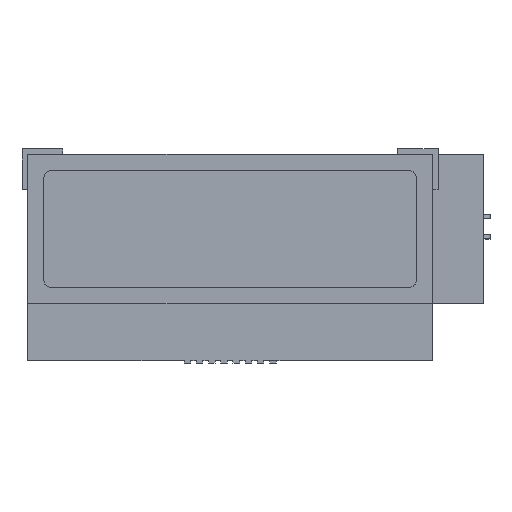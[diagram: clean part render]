
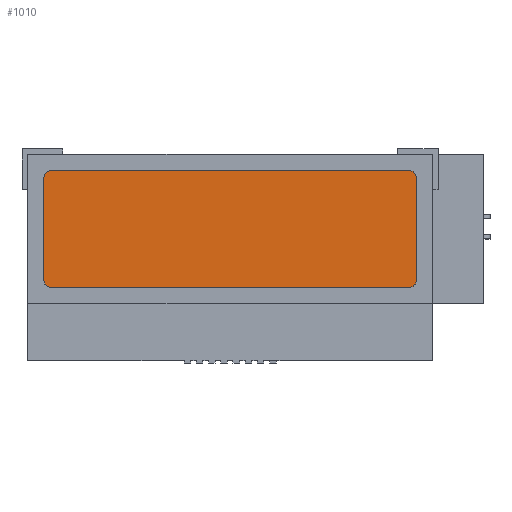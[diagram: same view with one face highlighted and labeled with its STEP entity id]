
A CAD part, top view. The second image highlights one B-rep face of the part: STEP entity #1010.
In plain terms, the highlighted planar face has unit normal (0, 0, 1).
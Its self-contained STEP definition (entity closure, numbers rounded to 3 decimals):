
#44 = VERTEX_POINT ( 'NONE', #1640 ) ;
#331 = VERTEX_POINT ( 'NONE', #2575 ) ;
#349 = VERTEX_POINT ( 'NONE', #2592 ) ;
#352 = VERTEX_POINT ( 'NONE', #2595 ) ;
#354 = VERTEX_POINT ( 'NONE', #2597 ) ;
#357 = VERTEX_POINT ( 'NONE', #2600 ) ;
#1010 = ADVANCED_FACE ( 'NONE', ( #3298 ), #3291, .T. ) ;
#1286 = EDGE_CURVE ( 'NONE', #349, #354, #4878, .T. ) ;
#1288 = EDGE_CURVE ( 'NONE', #352, #349, #4487, .T. ) ;
#1290 = EDGE_CURVE ( 'NONE', #331, #352, #4884, .T. ) ;
#1292 = EDGE_CURVE ( 'NONE', #5656, #331, #4499, .T. ) ;
#1294 = EDGE_CURVE ( 'NONE', #357, #5656, #4889, .T. ) ;
#1296 = EDGE_CURVE ( 'NONE', #44, #357, #4511, .T. ) ;
#1298 = EDGE_CURVE ( 'NONE', #5638, #44, #4894, .T. ) ;
#1300 = EDGE_CURVE ( 'NONE', #354, #5638, #4523, .T. ) ;
#1553 = ORIENTED_EDGE ( 'NONE', *, *, #1286, .T. ) ;
#1554 = ORIENTED_EDGE ( 'NONE', *, *, #1300, .T. ) ;
#1555 = ORIENTED_EDGE ( 'NONE', *, *, #1298, .T. ) ;
#1556 = ORIENTED_EDGE ( 'NONE', *, *, #1296, .T. ) ;
#1557 = ORIENTED_EDGE ( 'NONE', *, *, #1294, .T. ) ;
#1558 = ORIENTED_EDGE ( 'NONE', *, *, #1292, .T. ) ;
#1559 = ORIENTED_EDGE ( 'NONE', *, *, #1290, .T. ) ;
#1560 = ORIENTED_EDGE ( 'NONE', *, *, #1288, .T. ) ;
#1604 = EDGE_LOOP ( 'NONE', ( #1553, #1554, #1555, #1556, #1557, #1558, #1559, #1560 ) ) ;
#1640 = CARTESIAN_POINT ( 'NONE',  ( 22.85, -6.35, -0.01 ) ) ;
#2575 = CARTESIAN_POINT ( 'NONE',  ( -22.05, 7.15, -0.01 ) ) ;
#2592 = CARTESIAN_POINT ( 'NONE',  ( -22.85, -6.35, -0.01 ) ) ;
#2595 = CARTESIAN_POINT ( 'NONE',  ( -22.85, 6.35, -0.01 ) ) ;
#2597 = CARTESIAN_POINT ( 'NONE',  ( -22.05, -7.15, -0.01 ) ) ;
#2600 = CARTESIAN_POINT ( 'NONE',  ( 22.85, 6.35, -0.01 ) ) ;
#3175 = AXIS2_PLACEMENT_3D ( 'NONE', #3308, #3309, #3310 ) ;
#3291 = PLANE ( 'NONE',  #3175 ) ;
#3298 = FACE_OUTER_BOUND ( 'NONE', #1604, .T. ) ;
#3308 = CARTESIAN_POINT ( 'NONE',  ( -22.05, -6.35, -0.01 ) ) ;
#3309 = DIRECTION ( 'NONE',  ( 0., 0., 1. ) ) ;
#3310 = DIRECTION ( 'NONE',  ( 1., 0., 0. ) ) ;
#4483 = CARTESIAN_POINT ( 'NONE',  ( -22.05, -6.35, -0.01 ) ) ;
#4484 = DIRECTION ( 'NONE',  ( 0., 0., 1. ) ) ;
#4485 = DIRECTION ( 'NONE',  ( 1., 0., 0. ) ) ;
#4487 = LINE ( 'NONE', #4488, #4882 ) ;
#4488 = CARTESIAN_POINT ( 'NONE',  ( -22.85, 6.35, -0.01 ) ) ;
#4489 = DIRECTION ( 'NONE',  ( 0., -1., 0. ) ) ;
#4495 = CARTESIAN_POINT ( 'NONE',  ( -22.05, 6.35, -0.01 ) ) ;
#4496 = DIRECTION ( 'NONE',  ( 0., 0., 1. ) ) ;
#4497 = DIRECTION ( 'NONE',  ( 1., 0., 0. ) ) ;
#4499 = LINE ( 'NONE', #4500, #4887 ) ;
#4500 = CARTESIAN_POINT ( 'NONE',  ( -22.05, 7.15, -0.01 ) ) ;
#4501 = DIRECTION ( 'NONE',  ( -1., 0., 0. ) ) ;
#4507 = CARTESIAN_POINT ( 'NONE',  ( 22.05, 6.35, -0.01 ) ) ;
#4508 = DIRECTION ( 'NONE',  ( 0., 0., 1. ) ) ;
#4509 = DIRECTION ( 'NONE',  ( -1., 0., 0. ) ) ;
#4511 = LINE ( 'NONE', #4512, #4892 ) ;
#4512 = CARTESIAN_POINT ( 'NONE',  ( 22.85, 6.35, -0.01 ) ) ;
#4513 = DIRECTION ( 'NONE',  ( 0., 1., 0. ) ) ;
#4519 = CARTESIAN_POINT ( 'NONE',  ( 22.05, -6.35, -0.01 ) ) ;
#4520 = DIRECTION ( 'NONE',  ( 0., 0., 1. ) ) ;
#4521 = DIRECTION ( 'NONE',  ( 1., 0., 0. ) ) ;
#4523 = LINE ( 'NONE', #4524, #4897 ) ;
#4524 = CARTESIAN_POINT ( 'NONE',  ( -22.05, -7.15, -0.01 ) ) ;
#4525 = DIRECTION ( 'NONE',  ( 1., 0., 0. ) ) ;
#4878 = CIRCLE ( 'NONE', #4881, 0.8 ) ;
#4881 = AXIS2_PLACEMENT_3D ( 'NONE', #4483, #4484, #4485 ) ;
#4882 = VECTOR ( 'NONE', #4489, 1000. ) ;
#4884 = CIRCLE ( 'NONE', #4886, 0.8 ) ;
#4886 = AXIS2_PLACEMENT_3D ( 'NONE', #4495, #4496, #4497 ) ;
#4887 = VECTOR ( 'NONE', #4501, 1000. ) ;
#4889 = CIRCLE ( 'NONE', #4891, 0.8 ) ;
#4891 = AXIS2_PLACEMENT_3D ( 'NONE', #4507, #4508, #4509 ) ;
#4892 = VECTOR ( 'NONE', #4513, 1000. ) ;
#4894 = CIRCLE ( 'NONE', #4896, 0.8 ) ;
#4896 = AXIS2_PLACEMENT_3D ( 'NONE', #4519, #4520, #4521 ) ;
#4897 = VECTOR ( 'NONE', #4525, 1000. ) ;
#5518 = CARTESIAN_POINT ( 'NONE',  ( 22.05, -7.15, -0.01 ) ) ;
#5529 = CARTESIAN_POINT ( 'NONE',  ( 22.05, 7.15, -0.01 ) ) ;
#5638 = VERTEX_POINT ( 'NONE', #5518 ) ;
#5656 = VERTEX_POINT ( 'NONE', #5529 ) ;
